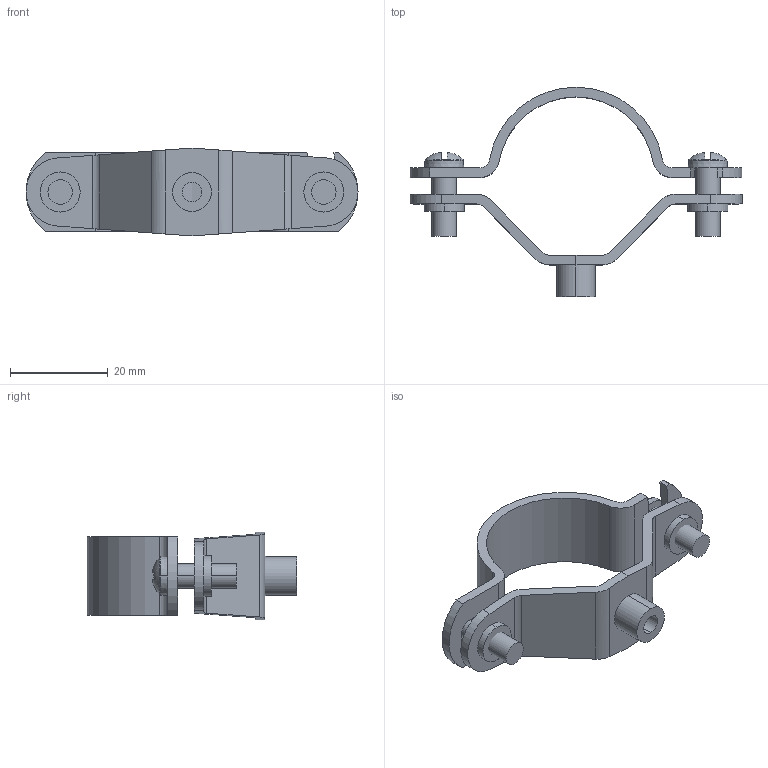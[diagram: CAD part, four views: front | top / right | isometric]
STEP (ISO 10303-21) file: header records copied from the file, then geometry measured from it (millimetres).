
FILE_DESCRIPTION (( 'STEP AP214' ), '1' );
FILE_NAME ('1383299.STP', '2018-12-15T10:32:37', ( '' ), ( '' ), 'SwSTEP 2.0', 'SolidWorks 2018', '' );
FILE_SCHEMA (( 'AUTOMOTIVE_DESIGN' ));
Length unit declared in the file: millimetre
Products named in the file (4): BW001_M5 x 14; 1383299; EM410-32-01_Standard; EM410-32-02_Standard
Assembly tree (4 placements, depth 2):
  1383299
    EM410-32-01_Standard
    EM410-32-02_Standard
    BW001_M5 x 14  x2
Bounding box: 68 x 42.9 x 18 mm (x, y, z)
Volume: 5827.6 mm3; surface area: 6741.7 mm2
Topology: 4 solids, 4 shells, 137 faces, 346 edges, 218 vertices
Faces by surface type: plane 76, cylinder 37, cone 16, torus 4, sphere 4
Entity records: 3196 total; most frequent: CARTESIAN_POINT 613, DIRECTION 528, ORIENTED_EDGE 504, EDGE_CURVE 252, AXIS2_PLACEMENT_3D 198, VERTEX_POINT 163, LINE 132, VECTOR 132
